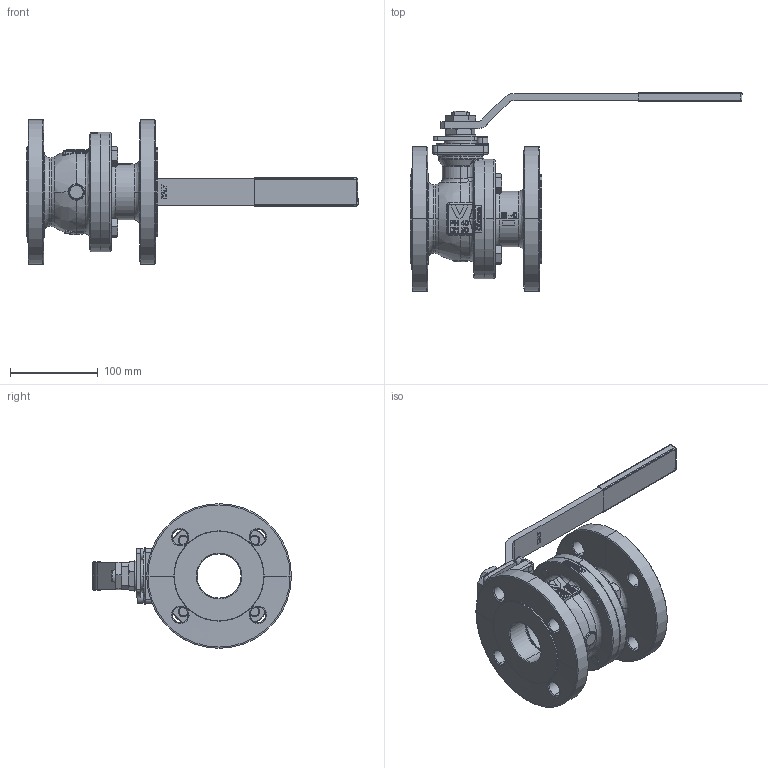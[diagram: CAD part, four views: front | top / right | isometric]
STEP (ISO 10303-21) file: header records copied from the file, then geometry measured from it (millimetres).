
FILE_DESCRIPTION (( 'STEP AP203' ), '1' );
FILE_NAME ('76000010.STEP', '2009-05-12T11:51:49', ( '.' ), ( '.' ), 'SwSTEP 2.0', 'SolidWorks 2008', '' );
FILE_SCHEMA (( 'CONFIG_CONTROL_DESIGN' ));
Products named in the file (1): 76000010
Bounding box: 378.5 x 226.6 x 165 mm (x, y, z)
Volume: 1493717.5 mm3; surface area: 271901.2 mm2
Topology: 2 solids, 2 shells, 1091 faces, 2905 edges, 1852 vertices
Faces by surface type: plane 367, bspline 364, cylinder 189, cone 167, torus 4
Entity records: 85347 total; most frequent: CARTESIAN_POINT 61136, ORIENTED_EDGE 5764, DIRECTION 3995, EDGE_CURVE 2882, VERTEX_POINT 1852, AXIS2_PLACEMENT_3D 1462, EDGE_LOOP 1196, ADVANCED_FACE 1091
